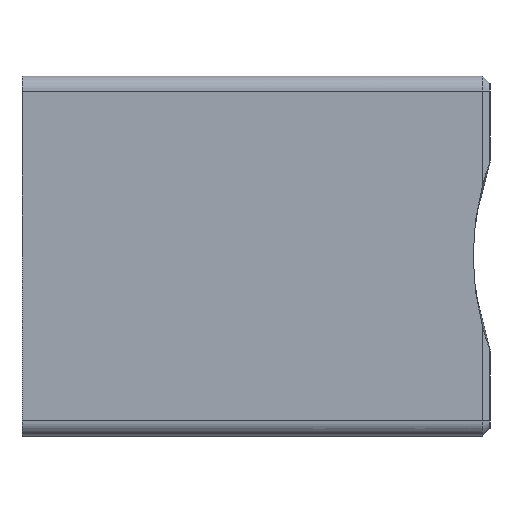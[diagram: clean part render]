
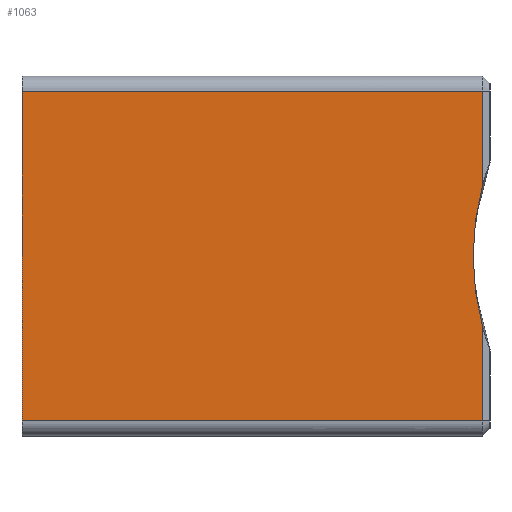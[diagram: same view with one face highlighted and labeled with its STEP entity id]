
A CAD part, left-side view. The second image highlights one B-rep face of the part: STEP entity #1063.
In plain terms, the highlighted planar face has unit normal (-1, 0, 0).
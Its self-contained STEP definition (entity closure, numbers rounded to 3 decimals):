
#29=PLANE('',#1148);
#80=FACE_OUTER_BOUND('',#141,.T.);
#141=EDGE_LOOP('',(#777,#778,#779,#780,#781,#782));
#216=LINE('',#1612,#346);
#217=LINE('',#1614,#347);
#218=LINE('',#1616,#348);
#219=LINE('',#1618,#349);
#220=LINE('',#1619,#350);
#346=VECTOR('',#1272,10.);
#347=VECTOR('',#1273,10.);
#348=VECTOR('',#1274,10.);
#349=VECTOR('',#1275,10.);
#350=VECTOR('',#1276,10.);
#465=CIRCLE('',#1145,18.);
#497=VERTEX_POINT('',#1591);
#501=VERTEX_POINT('',#1599);
#506=VERTEX_POINT('',#1611);
#507=VERTEX_POINT('',#1613);
#508=VERTEX_POINT('',#1615);
#509=VERTEX_POINT('',#1617);
#607=EDGE_CURVE('',#497,#501,#465,.T.);
#612=EDGE_CURVE('',#506,#501,#216,.T.);
#613=EDGE_CURVE('',#507,#506,#217,.T.);
#614=EDGE_CURVE('',#508,#507,#218,.T.);
#615=EDGE_CURVE('',#509,#508,#219,.T.);
#616=EDGE_CURVE('',#497,#509,#220,.T.);
#777=ORIENTED_EDGE('',*,*,#607,.T.);
#778=ORIENTED_EDGE('',*,*,#612,.F.);
#779=ORIENTED_EDGE('',*,*,#613,.F.);
#780=ORIENTED_EDGE('',*,*,#614,.F.);
#781=ORIENTED_EDGE('',*,*,#615,.F.);
#782=ORIENTED_EDGE('',*,*,#616,.F.);
#1063=ADVANCED_FACE('',(#80),#29,.T.);
#1145=AXIS2_PLACEMENT_3D('',#1601,#1262,#1263);
#1148=AXIS2_PLACEMENT_3D('',#1610,#1270,#1271);
#1262=DIRECTION('center_axis',(1.,0.,0.));
#1263=DIRECTION('ref_axis',(0.,0.,-1.));
#1270=DIRECTION('center_axis',(-1.,0.,0.));
#1271=DIRECTION('ref_axis',(0.,0.,1.));
#1272=DIRECTION('',(0.,0.,-1.));
#1273=DIRECTION('',(0.,-1.,0.));
#1274=DIRECTION('',(0.,0.,1.));
#1275=DIRECTION('',(0.,1.,0.));
#1276=DIRECTION('',(0.,0.,-1.));
#1591=CARTESIAN_POINT('',(-6.6,-9.5,-4.698));
#1599=CARTESIAN_POINT('',(-6.6,-9.5,4.698));
#1601=CARTESIAN_POINT('Origin',(-6.6,-26.876,0.));
#1610=CARTESIAN_POINT('Origin',(-6.6,0.,-12.));
#1611=CARTESIAN_POINT('',(-6.6,-9.5,11.));
#1612=CARTESIAN_POINT('',(-6.6,-9.5,-2.));
#1613=CARTESIAN_POINT('',(-6.6,21.2,11.));
#1614=CARTESIAN_POINT('',(-6.6,0.,11.));
#1615=CARTESIAN_POINT('',(-6.6,21.2,-11.));
#1616=CARTESIAN_POINT('',(-6.6,21.2,12.));
#1617=CARTESIAN_POINT('',(-6.6,-9.5,-11.));
#1618=CARTESIAN_POINT('',(-6.6,0.,-11.));
#1619=CARTESIAN_POINT('',(-6.6,-9.5,-2.));
